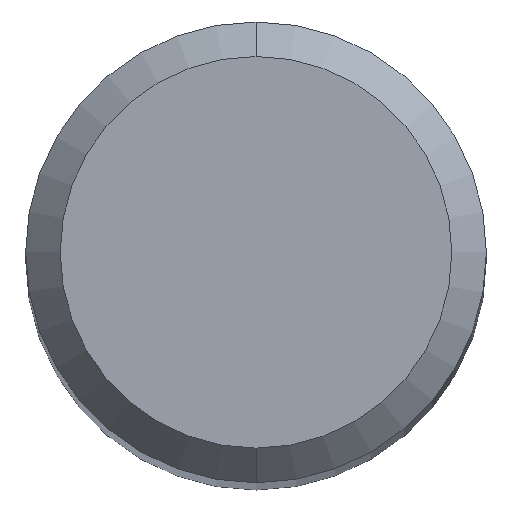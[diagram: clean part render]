
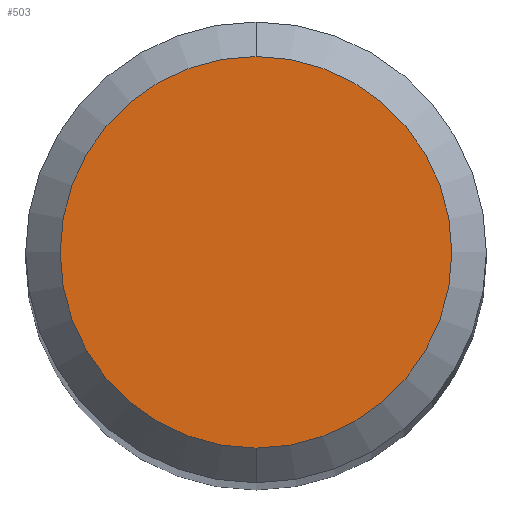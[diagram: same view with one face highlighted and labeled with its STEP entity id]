
A CAD part, top view. The second image highlights one B-rep face of the part: STEP entity #503.
In plain terms, the highlighted planar face has unit normal (0, 0, 1).
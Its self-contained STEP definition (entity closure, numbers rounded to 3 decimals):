
#503=ADVANCED_FACE('',(#1179),#1180,.T.);
#509=EDGE_CURVE('',#665,#943,#1187,.T.);
#665=VERTEX_POINT('',#1357);
#933=EDGE_CURVE('',#943,#665,#1644,.T.);
#943=VERTEX_POINT('',#1654);
#1179=FACE_OUTER_BOUND('',#2592,.T.);
#1180=PLANE('',#2593);
#1187=CIRCLE('',#2601,1.7);
#1357=CARTESIAN_POINT('',(0.0,1.7,0.0));
#1644=CIRCLE('',#4765,1.7);
#1654=CARTESIAN_POINT('',(0.,-1.7,0.0));
#2592=EDGE_LOOP('',(#5213,#5214));
#2593=AXIS2_PLACEMENT_3D('',#5215,#5216,#5217);
#2601=AXIS2_PLACEMENT_3D('',#5227,#5228,#5229);
#4765=AXIS2_PLACEMENT_3D('',#5663,#5664,#5665);
#5213=ORIENTED_EDGE('',*,*,#509,.F.);
#5214=ORIENTED_EDGE('',*,*,#933,.F.);
#5215=CARTESIAN_POINT('',(0.0,0.85,0.0));
#5216=DIRECTION('',(-0.0,0.0,1.0));
#5217=DIRECTION('',(0.0,-1.0,0.0));
#5227=CARTESIAN_POINT('',(0.0,0.0,0.0));
#5228=DIRECTION('',(0.0,0.0,-1.0));
#5229=DIRECTION('',(0.0,1.0,0.0));
#5663=CARTESIAN_POINT('',(0.0,0.0,0.0));
#5664=DIRECTION('',(0.0,0.0,-1.0));
#5665=DIRECTION('',(0.0,1.0,0.0));
